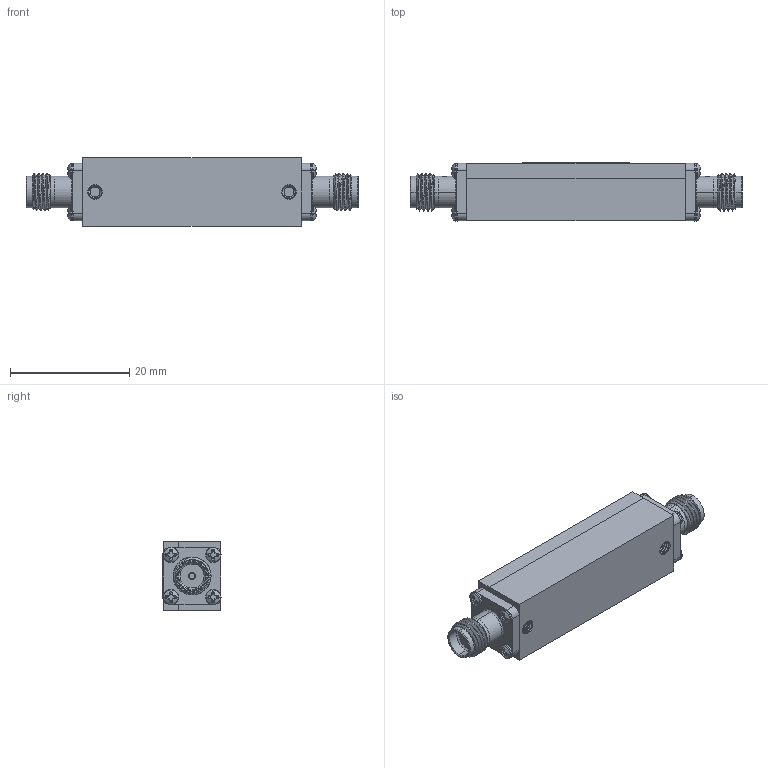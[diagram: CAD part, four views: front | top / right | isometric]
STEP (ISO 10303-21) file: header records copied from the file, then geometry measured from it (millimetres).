
FILE_DESCRIPTION (( 'STEP AP203' ), '1' );
FILE_NAME ('PE8743.step', '2018-05-08T20:53:32', ( '' ), ( '' ), 'SwSTEP 2.0', 'SolidWorks 2017', '' );
FILE_SCHEMA (( 'CONFIG_CONTROL_DESIGN' ));
Length unit declared in the file: inch
Products named in the file (1): PE8743
Bounding box: 55.63 x 9.73 x 11.43 mm (x, y, z)
Volume: 4627.8 mm3; surface area: 3374.8 mm2
Topology: 15 solids, 15 shells, 851 faces, 2227 edges, 1468 vertices
Faces by surface type: plane 463, bspline 191, cylinder 125, cone 68, torus 4
Entity records: 39878 total; most frequent: CARTESIAN_POINT 20368, ORIENTED_EDGE 4454, DIRECTION 3301, EDGE_CURVE 2227, VERTEX_POINT 1468, LINE 1243, VECTOR 1243, AXIS2_PLACEMENT_3D 1029
